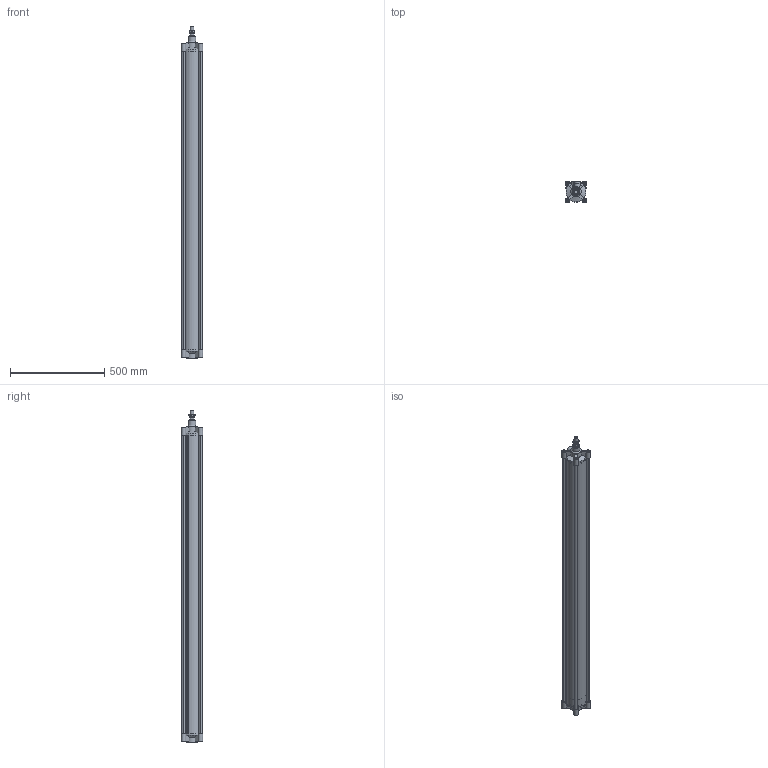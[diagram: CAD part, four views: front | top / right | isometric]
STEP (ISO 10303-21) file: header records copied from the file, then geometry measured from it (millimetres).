
FILE_DESCRIPTION(/* description */ ('Unknown'),/* implementation_level */ '2;1');
FILE_NAME(/* name */ '1390.100.1524.01',/* time_stamp */ '2020-03-09T13:36:57-04:00',/* author */ ('Unknown'),/* organization */ ('Unknown'),/* preprocessor_version */ 'ST-DEVELOPER v16.7',/* originating_system */ 'Solid Edge',/* authorisation */ 'Unknown');
FILE_SCHEMA (('AUTOMOTIVE_DESIGN {1 0 10303 214 3 1 1}'));
Length unit declared in the file: millimetre
Products named in the file (6): 1390.100.1524.01; CPL100_004-100; CPL100-001-01; CPL100-002-01; CPL_100_0100; 1320_80_18F
Assembly tree (5 placements, depth 2):
  1390.100.1524.01
    CPL100_004-100
    CPL100-001-01
    CPL100-002-01
    CPL_100_0100
    1320_80_18F
Bounding box: 113 x 113 x 1757 mm (x, y, z)
Volume: 4642653.5 mm3; surface area: 1892656.8 mm2
Topology: 5 solids, 5 shells, 284 faces, 689 edges, 447 vertices
Faces by surface type: plane 150, cylinder 89, cone 44, torus 1
Full cylindrical faces by diameter (mm): 8.5 x8, 9.4 x4, 12 x2, 16 x8, 16.5 x8, 18 x1, 18.5 x1, 19 x2, 20 x1, 24.5 x1, 25 x2, 42 x1, 55 x2, 100 x4
Entity records: 8189 total; most frequent: CARTESIAN_POINT 1548, DIRECTION 1368, ORIENTED_EDGE 1266, EDGE_CURVE 633, AXIS2_PLACEMENT_3D 513, VERTEX_POINT 443, EDGE_LOOP 382, FACE_BOUND 382
